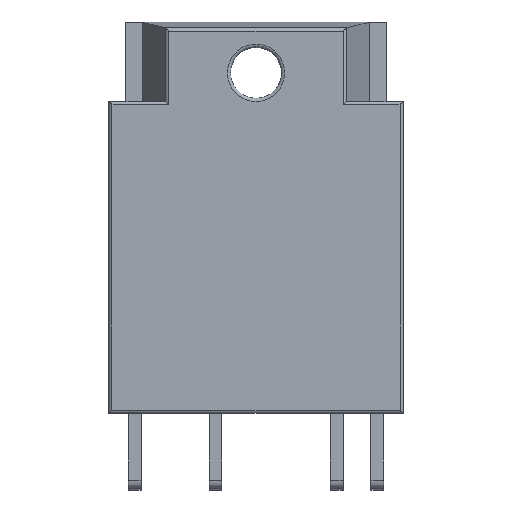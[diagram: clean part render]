
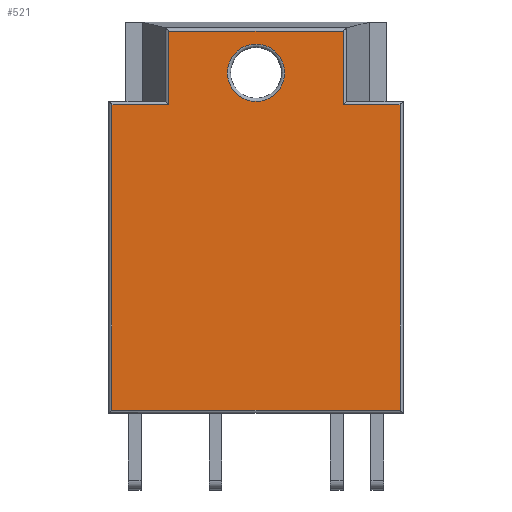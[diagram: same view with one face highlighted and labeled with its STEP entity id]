
A CAD part, top view. The second image highlights one B-rep face of the part: STEP entity #521.
In plain terms, the highlighted planar face has unit normal (0, 0, 1).
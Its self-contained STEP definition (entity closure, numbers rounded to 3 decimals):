
#109 = VERTEX_POINT('',#110);
#110 = CARTESIAN_POINT('',(16.67,4.7,5.6));
#117 = EDGE_CURVE('',#109,#118,#120,.T.);
#118 = VERTEX_POINT('',#119);
#119 = CARTESIAN_POINT('',(16.67,23.9,5.6));
#120 = LINE('',#121,#122);
#121 = CARTESIAN_POINT('',(16.67,4.5,5.6));
#122 = VECTOR('',#123,1.);
#123 = DIRECTION('',(0.,1.,0.));
#369 = VERTEX_POINT('',#370);
#370 = CARTESIAN_POINT('',(13.102,23.9,5.6));
#388 = EDGE_CURVE('',#118,#369,#389,.T.);
#389 = LINE('',#390,#391);
#390 = CARTESIAN_POINT('',(16.87,23.9,5.6));
#391 = VECTOR('',#392,1.);
#392 = DIRECTION('',(-1.,0.,0.));
#501 = VERTEX_POINT('',#502);
#502 = CARTESIAN_POINT('',(-1.43,4.7,5.6));
#509 = EDGE_CURVE('',#501,#109,#510,.T.);
#510 = LINE('',#511,#512);
#511 = CARTESIAN_POINT('',(-1.63,4.7,5.6));
#512 = VECTOR('',#513,1.);
#513 = DIRECTION('',(1.,0.,0.));
#521 = ADVANCED_FACE('',(#522,#565),#576,.T.);
#522 = FACE_BOUND('',#523,.T.);
#523 = EDGE_LOOP('',(#524,#532,#540,#548,#556,#562,#563,#564));
#524 = ORIENTED_EDGE('',*,*,#525,.T.);
#525 = EDGE_CURVE('',#369,#526,#528,.T.);
#526 = VERTEX_POINT('',#527);
#527 = CARTESIAN_POINT('',(13.102,28.517,5.6));
#528 = LINE('',#529,#530);
#529 = CARTESIAN_POINT('',(13.102,24.1,5.6));
#530 = VECTOR('',#531,1.);
#531 = DIRECTION('',(0.,1.,0.));
#532 = ORIENTED_EDGE('',*,*,#533,.T.);
#533 = EDGE_CURVE('',#526,#534,#536,.T.);
#534 = VERTEX_POINT('',#535);
#535 = CARTESIAN_POINT('',(2.138,28.517,5.6));
#536 = LINE('',#537,#538);
#537 = CARTESIAN_POINT('',(13.242,28.517,5.6));
#538 = VECTOR('',#539,1.);
#539 = DIRECTION('',(-1.,0.,0.));
#540 = ORIENTED_EDGE('',*,*,#541,.T.);
#541 = EDGE_CURVE('',#534,#542,#544,.T.);
#542 = VERTEX_POINT('',#543);
#543 = CARTESIAN_POINT('',(2.138,23.9,5.6));
#544 = LINE('',#545,#546);
#545 = CARTESIAN_POINT('',(2.138,28.7,5.6));
#546 = VECTOR('',#547,1.);
#547 = DIRECTION('',(0.,-1.,0.));
#548 = ORIENTED_EDGE('',*,*,#549,.T.);
#549 = EDGE_CURVE('',#542,#550,#552,.T.);
#550 = VERTEX_POINT('',#551);
#551 = CARTESIAN_POINT('',(-1.43,23.9,5.6));
#552 = LINE('',#553,#554);
#553 = CARTESIAN_POINT('',(1.998,23.9,5.6));
#554 = VECTOR('',#555,1.);
#555 = DIRECTION('',(-1.,0.,0.));
#556 = ORIENTED_EDGE('',*,*,#557,.T.);
#557 = EDGE_CURVE('',#550,#501,#558,.T.);
#558 = LINE('',#559,#560);
#559 = CARTESIAN_POINT('',(-1.43,24.1,5.6));
#560 = VECTOR('',#561,1.);
#561 = DIRECTION('',(0.,-1.,0.));
#562 = ORIENTED_EDGE('',*,*,#509,.T.);
#563 = ORIENTED_EDGE('',*,*,#117,.T.);
#564 = ORIENTED_EDGE('',*,*,#388,.T.);
#565 = FACE_BOUND('',#566,.T.);
#566 = EDGE_LOOP('',(#567));
#567 = ORIENTED_EDGE('',*,*,#568,.T.);
#568 = EDGE_CURVE('',#569,#569,#571,.T.);
#569 = VERTEX_POINT('',#570);
#570 = CARTESIAN_POINT('',(9.42,25.9,5.6));
#571 = CIRCLE('',#572,1.8);
#572 = AXIS2_PLACEMENT_3D('',#573,#574,#575);
#573 = CARTESIAN_POINT('',(7.62,25.9,5.6));
#574 = DIRECTION('',(0.,0.,-1.));
#575 = DIRECTION('',(1.,0.,0.));
#576 = PLANE('',#577);
#577 = AXIS2_PLACEMENT_3D('',#578,#579,#580);
#578 = CARTESIAN_POINT('',(7.62,16.8,5.6));
#579 = DIRECTION('',(0.,0.,1.));
#580 = DIRECTION('',(1.,0.,0.));
